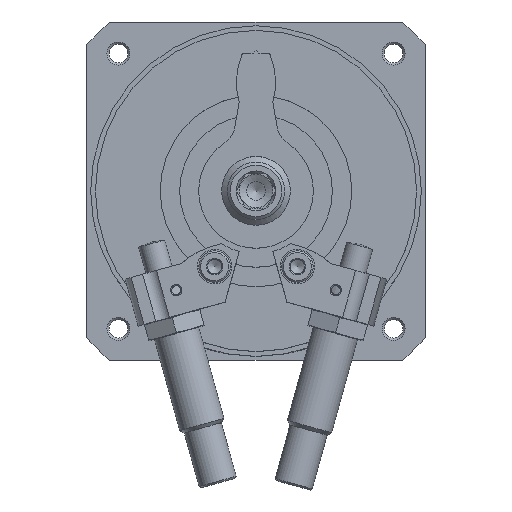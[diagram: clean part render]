
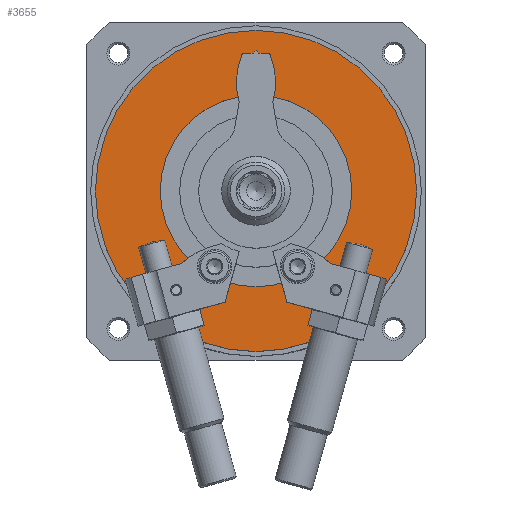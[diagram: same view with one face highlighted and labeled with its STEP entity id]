
A CAD part, top view. The second image highlights one B-rep face of the part: STEP entity #3655.
In plain terms, the highlighted face is planar.
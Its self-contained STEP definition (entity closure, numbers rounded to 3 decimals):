
#167=PLANE('',#4049);
#773=ORIENTED_EDGE('',*,*,#1667,.F.);
#774=ORIENTED_EDGE('',*,*,#1668,.T.);
#1667=EDGE_CURVE('',#2124,#2124,#2475,.T.);
#1668=EDGE_CURVE('',#2125,#2125,#2476,.T.);
#2124=VERTEX_POINT('',#5893);
#2125=VERTEX_POINT('',#5895);
#2475=CIRCLE('',#4050,28.);
#2476=CIRCLE('',#4051,16.7);
#2734=EDGE_LOOP('',(#773));
#2735=EDGE_LOOP('',(#774));
#3159=FACE_BOUND('',#2734,.T.);
#3160=FACE_BOUND('',#2735,.T.);
#3655=ADVANCED_FACE('',(#3159,#3160),#167,.F.);
#4049=AXIS2_PLACEMENT_3D('',#5891,#4646,#4647);
#4050=AXIS2_PLACEMENT_3D('',#5892,#4648,#4649);
#4051=AXIS2_PLACEMENT_3D('',#5894,#4650,#4651);
#4646=DIRECTION('',(1.,0.,0.));
#4647=DIRECTION('',(0.,0.,-1.));
#4648=DIRECTION('',(1.,0.,0.));
#4649=DIRECTION('',(0.,0.,-1.));
#4650=DIRECTION('',(1.,0.,0.));
#4651=DIRECTION('',(0.,0.,-1.));
#5891=CARTESIAN_POINT('',(-31.,0.,0.));
#5892=CARTESIAN_POINT('',(-31.,0.,0.));
#5893=CARTESIAN_POINT('',(-31.,0.,-28.));
#5894=CARTESIAN_POINT('',(-31.,0.,0.));
#5895=CARTESIAN_POINT('',(-31.,0.,-16.7));
